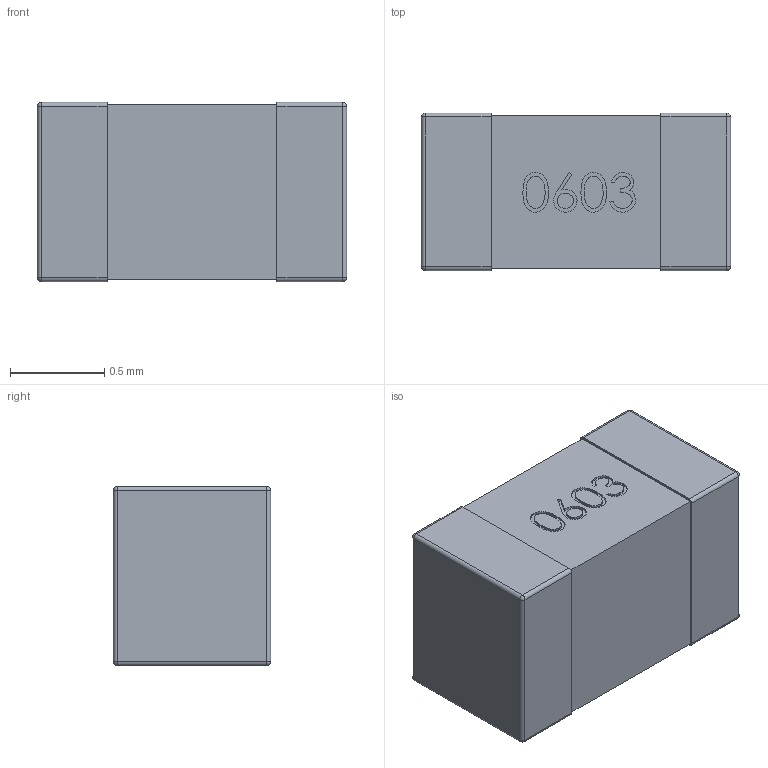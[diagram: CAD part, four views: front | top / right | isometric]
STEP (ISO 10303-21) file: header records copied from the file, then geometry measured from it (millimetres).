
FILE_DESCRIPTION (( 'STEP AP214' ), '1' );
FILE_NAME ('2E4BC8E2-F6CD-4C31-8518-E5C2345E8C17.STEP', '2025-04-11T22:47:32', ( '' ), ( '' ), 'SwSTEP 2.0', 'SolidWorks 2022', '' );
FILE_SCHEMA (( 'AUTOMOTIVE_DESIGN' ));
Length unit declared in the file: millimetre
Products named in the file (1): 2E4BC8E2-F6CD-4C31-8518-E5C2345E8C17
Bounding box: 1.64 x 0.83 x 0.95 mm (x, y, z)
Volume: 1.3 mm3; surface area: 7.4 mm2
Topology: 1 solids, 1 shells, 94 faces, 233 edges, 142 vertices
Faces by surface type: bspline 41, plane 29, cylinder 16, sphere 8
Entity records: 5398 total; most frequent: CARTESIAN_POINT 3367, ORIENTED_EDGE 450, DIRECTION 283, EDGE_CURVE 225, VERTEX_POINT 142, LINE 111, VECTOR 111, EDGE_LOOP 103
